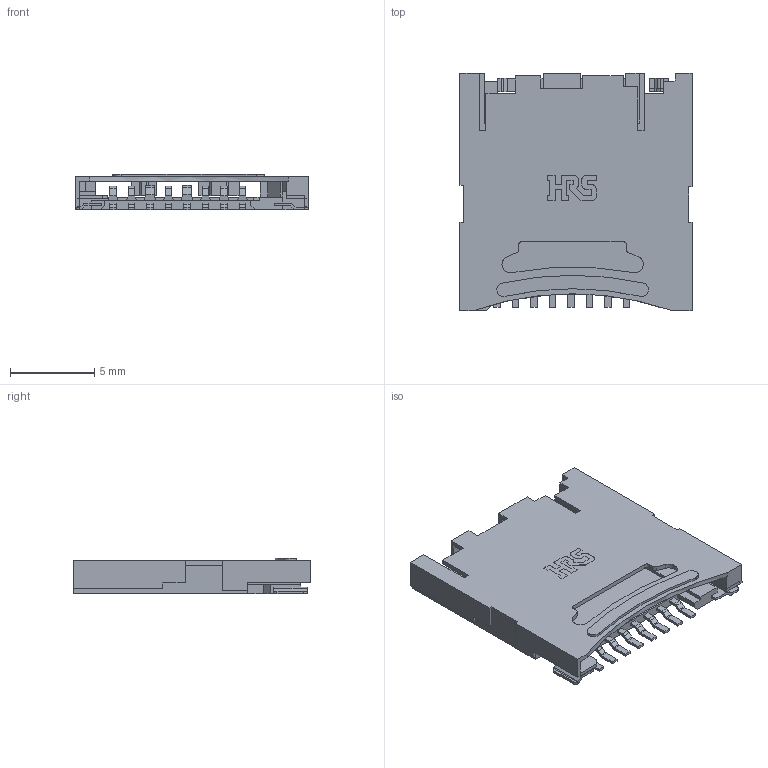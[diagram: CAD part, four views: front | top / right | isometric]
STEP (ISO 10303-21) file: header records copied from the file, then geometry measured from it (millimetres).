
FILE_DESCRIPTION(/* description */ (''),/* implementation_level */ '2;1');
FILE_NAME(/* name */ 'HIROSE DM3CS-SF.stp',/* time_stamp */ '2020-06-24T16:20:18-04:00',/* author */ ('Alxs'),/* organization */ (''),/* preprocessor_version */ 'ST-DEVELOPER v18.1',/* originating_system */ 'Autodesk Inventor 2020',/* authorisation */ '');
FILE_SCHEMA (('AUTOMOTIVE_DESIGN { 1 0 10303 214 3 1 1 }'));
Length unit declared in the file: millimetre
Products named in the file (5): Ensamblaje2; DM3CS-SF; Pieza12; Pieza13; Pieza14
Assembly tree (4 placements, depth 2):
  Ensamblaje2
    DM3CS-SF
    Pieza12
    Pieza13
    Pieza14
Bounding box: 13.8 x 14.1 x 2.13 mm (x, y, z)
Volume: 166.3 mm3; surface area: 913.8 mm2
Topology: 24 solids, 24 shells, 629 faces, 1714 edges, 1133 vertices
Faces by surface type: plane 520, cylinder 100, bspline 9
Entity records: 20585 total; most frequent: CARTESIAN_POINT 3793, ORIENTED_EDGE 3428, DIRECTION 3161, EDGE_CURVE 1714, LINE 1485, VECTOR 1485, VERTEX_POINT 1133, AXIS2_PLACEMENT_3D 838
